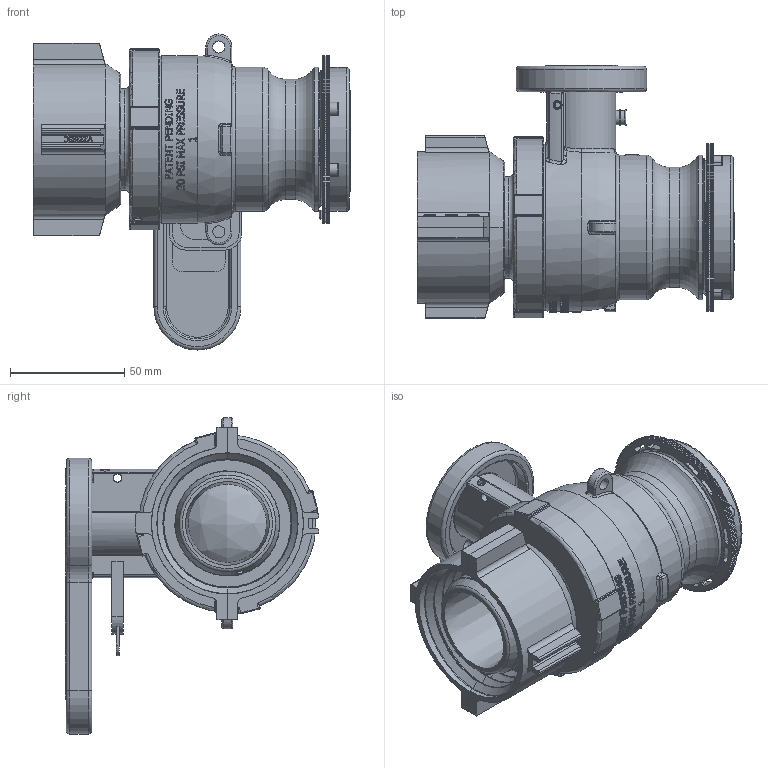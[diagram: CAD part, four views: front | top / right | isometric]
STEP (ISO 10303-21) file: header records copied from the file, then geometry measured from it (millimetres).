
FILE_DESCRIPTION(/* description */ ('MAUSER 2"PLY VLV QD FKM W/CAP FOIL'),/* implementation_level */ '2;1');
FILE_NAME(/* name */ 'W230238.stp',/* time_stamp */ '2018-07-03T09:15:33-04:00',/* author */ ('MEG'),/* organization */ (''),/* preprocessor_version */ 'ST-DEVELOPER v17',/* originating_system */ 'Autodesk Inventor 2018',/* authorisation */ '');
FILE_SCHEMA (('AUTOMOTIVE_DESIGN { 1 0 10303 214 3 1 1 }'));
Length unit declared in the file: inch
Products named in the file (20): W230238; WSF20264; WSF20264X; V22275GV; V22283C; V22283D; WS20002; WS20153; WS20163; WS20255T; WS20255; V20255BX; WS22296; WS22296X; WS20258; VL1005; 211FPTX; C25PFSLE113; 050DECAL; VS20209
Assembly tree (21 placements, depth 4):
  W230238
    WSF20264
      WSF20264X
      WS20258
    V22275GV
    V22283C
    V22283D
    WS20002
    WS20153
    WS20163  x2
    WS20255T
      WS20255
        V20255BX
    WS22296
      WS22296X
      WS20258
    VL1005
    211FPTX
    C25PFSLE113
    050DECAL
    VS20209
Bounding box: 138.58 x 110.95 x 138.18 mm (x, y, z)
Volume: 330581.8 mm3; surface area: 165410 mm2
Topology: 18 solids, 18 shells, 4819 faces, 13279 edges, 8756 vertices
Faces by surface type: plane 2543, bspline 1038, cylinder 996, torus 135, cone 81, sphere 26
Full cylindrical faces by diameter (mm): 1.93 x1, 3.175 x2, 3.251 x1, 3.683 x2, 3.81 x2, 3.962 x1, 4.775 x2, 5.08 x6, 5.258 x2, 5.309 x6, 6.35 x4, 6.528 x6, 7.925 x1, 18.161 x1, 18.288 x1, 22.225 x3, 23.495 x1, 24.079 x1, 30.226 x1, 30.988 x1, 34.29 x1, 38.1 x4, 42.875 x1, 43.129 x2, 43.18 x2, 43.942 x1, 44.45 x1, 44.704 x1, 45.974 x1, 48.514 x1
Entity records: 173056 total; most frequent: CARTESIAN_POINT 53320, ORIENTED_EDGE 26426, DIRECTION 21416, EDGE_CURVE 13213, VERTEX_POINT 8744, LINE 8072, VECTOR 8072, AXIS2_PLACEMENT_3D 6672
